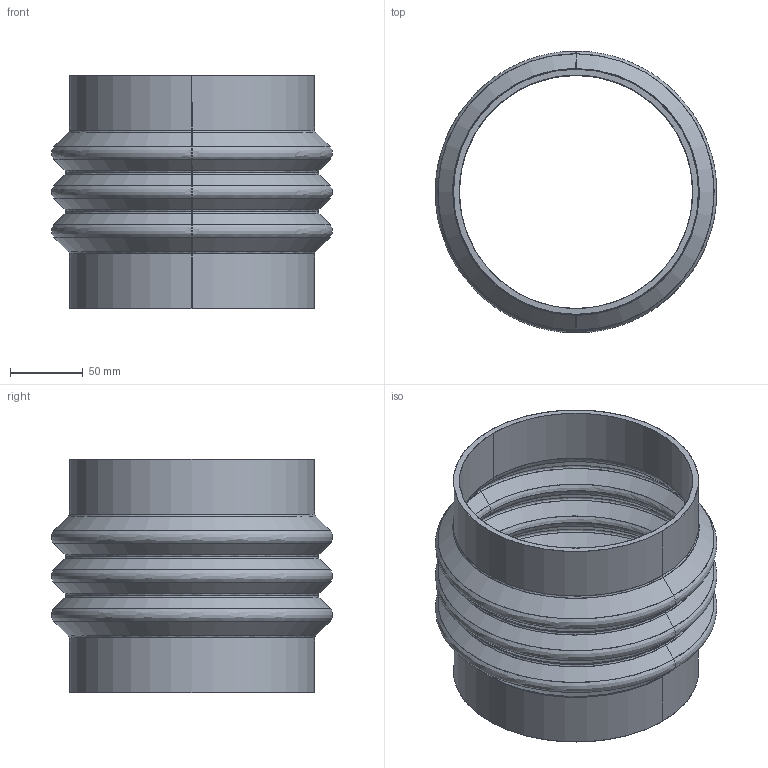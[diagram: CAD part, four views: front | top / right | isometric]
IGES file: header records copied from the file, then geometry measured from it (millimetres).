
Start section: SolidWorks IGES file using analytic representation for surfaces
Global section: file name: 5SU3020_F543A_GIUNTO-ANTIVIB_20.IGS; native system: SolidWorks 2018; preprocessor: SolidWorks 2018; author: ferlenga; date: 220310.115911; units: millimetre
Bounding box: 192.56 x 192.96 x 160 mm (x, y, z)
Surface area: 204348.2 mm2 (no closed solid volume)
Topology: 0 solids, 0 shells, 70 faces, 528 edges, 528 vertices
Faces by surface type: bspline 38, revolution 32
